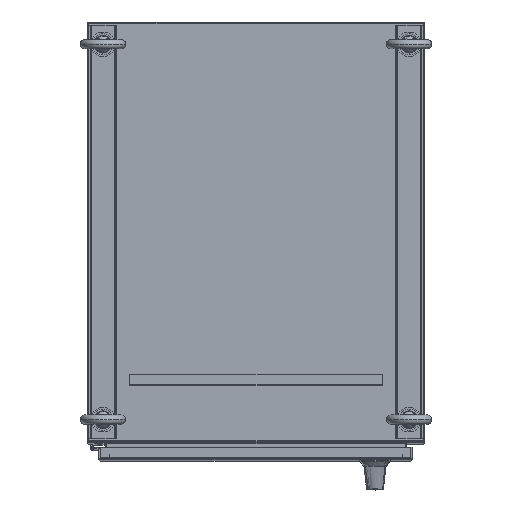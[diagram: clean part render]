
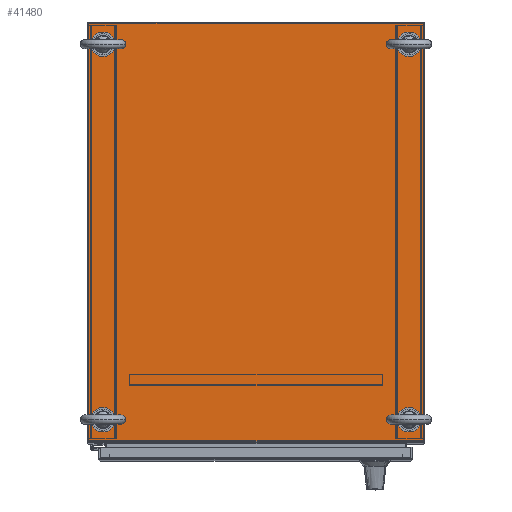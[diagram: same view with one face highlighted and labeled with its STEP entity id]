
A CAD part, top view. The second image highlights one B-rep face of the part: STEP entity #41480.
In plain terms, the highlighted planar face has unit normal (0, 0, 1).
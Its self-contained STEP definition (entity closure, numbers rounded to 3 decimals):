
#491 = EDGE_CURVE ( 'NONE', #24071, #67668, #51519, .T. ) ;
#893 = DIRECTION ( 'NONE',  ( 1., 0., 0. ) ) ;
#1213 = CARTESIAN_POINT ( 'NONE',  ( -0.935, -18., 72.06 ) ) ;
#1548 = ORIENTED_EDGE ( 'NONE', *, *, #57622, .T. ) ;
#1993 = LINE ( 'NONE', #1213, #14409 ) ;
#3141 = AXIS2_PLACEMENT_3D ( 'NONE', #22546, #16334, #52898 ) ;
#3264 = CARTESIAN_POINT ( 'NONE',  ( -23.43, 10.469, 72.06 ) ) ;
#3659 = EDGE_LOOP ( 'NONE', ( #14197, #30693 ) ) ;
#4088 = FACE_BOUND ( 'NONE', #67805, .T. ) ;
#4476 = PLANE ( 'NONE',  #42190 ) ;
#5306 = DIRECTION ( 'NONE',  ( 1., 0., 0. ) ) ;
#5605 = CIRCLE ( 'NONE', #65221, 0.375 ) ;
#6670 = VERTEX_POINT ( 'NONE', #31686 ) ;
#7531 = EDGE_LOOP ( 'NONE', ( #26167, #1548 ) ) ;
#7994 = CARTESIAN_POINT ( 'NONE',  ( -2.31, -16.343, 72.06 ) ) ;
#8047 = CARTESIAN_POINT ( 'NONE',  ( -23.43, -16.343, 72.06 ) ) ;
#8085 = VECTOR ( 'NONE', #32567, 39.37 ) ;
#8225 = AXIS2_PLACEMENT_3D ( 'NONE', #35630, #76507, #5306 ) ;
#8273 = CARTESIAN_POINT ( 'NONE',  ( -0.935, 12., 72.06 ) ) ;
#8944 = DIRECTION ( 'NONE',  ( 0., 0., -1. ) ) ;
#9709 = EDGE_CURVE ( 'NONE', #6670, #76716, #73254, .T. ) ;
#9900 = EDGE_CURVE ( 'NONE', #24939, #57211, #5605, .T. ) ;
#9977 = ORIENTED_EDGE ( 'NONE', *, *, #9709, .F. ) ;
#10824 = CARTESIAN_POINT ( 'NONE',  ( -24.805, 12., 72.06 ) ) ;
#10914 = ORIENTED_EDGE ( 'NONE', *, *, #57868, .F. ) ;
#11853 = CIRCLE ( 'NONE', #3141, 0.375 ) ;
#13269 = EDGE_LOOP ( 'NONE', ( #48214, #21928 ) ) ;
#14197 = ORIENTED_EDGE ( 'NONE', *, *, #9900, .T. ) ;
#14409 = VECTOR ( 'NONE', #73206, 39.37 ) ;
#15021 = DIRECTION ( 'NONE',  ( -1., 0., 0. ) ) ;
#15045 = AXIS2_PLACEMENT_3D ( 'NONE', #40223, #32842, #51144 ) ;
#16334 = DIRECTION ( 'NONE',  ( 0., 0., -1. ) ) ;
#18347 = EDGE_LOOP ( 'NONE', ( #55562, #10914, #9977, #55470 ) ) ;
#19473 = LINE ( 'NONE', #43215, #8085 ) ;
#21928 = ORIENTED_EDGE ( 'NONE', *, *, #491, .T. ) ;
#22100 = DIRECTION ( 'NONE',  ( 0., 1., 0. ) ) ;
#22544 = CARTESIAN_POINT ( 'NONE',  ( -1.935, -16.343, 72.06 ) ) ;
#22546 = CARTESIAN_POINT ( 'NONE',  ( -1.935, -16.343, 72.06 ) ) ;
#23083 = CIRCLE ( 'NONE', #8225, 0.375 ) ;
#23151 = EDGE_CURVE ( 'NONE', #67668, #24071, #23083, .T. ) ;
#23913 = EDGE_CURVE ( 'NONE', #56904, #65474, #65493, .T. ) ;
#24034 = VECTOR ( 'NONE', #22100, 39.37 ) ;
#24067 = DIRECTION ( 'NONE',  ( 0., 0., -1. ) ) ;
#24071 = VERTEX_POINT ( 'NONE', #42351 ) ;
#24939 = VERTEX_POINT ( 'NONE', #8047 ) ;
#25004 = CARTESIAN_POINT ( 'NONE',  ( -1.56, -16.343, 72.06 ) ) ;
#25364 = VECTOR ( 'NONE', #893, 39.37 ) ;
#25671 = DIRECTION ( 'NONE',  ( 1., 0., 0. ) ) ;
#25841 = EDGE_CURVE ( 'NONE', #58487, #47025, #51316, .T. ) ;
#26167 = ORIENTED_EDGE ( 'NONE', *, *, #23913, .T. ) ;
#29137 = DIRECTION ( 'NONE',  ( 1., 0., 0. ) ) ;
#30693 = ORIENTED_EDGE ( 'NONE', *, *, #65575, .T. ) ;
#31686 = CARTESIAN_POINT ( 'NONE',  ( -24.805, 12., 72.06 ) ) ;
#32249 = CARTESIAN_POINT ( 'NONE',  ( -23.805, 10.469, 72.06 ) ) ;
#32567 = DIRECTION ( 'NONE',  ( -1., 0., 0. ) ) ;
#32842 = DIRECTION ( 'NONE',  ( 0., 0., -1. ) ) ;
#33643 = FACE_BOUND ( 'NONE', #7531, .T. ) ;
#34013 = FACE_BOUND ( 'NONE', #3659, .T. ) ;
#35630 = CARTESIAN_POINT ( 'NONE',  ( -1.935, 10.469, 72.06 ) ) ;
#36623 = AXIS2_PLACEMENT_3D ( 'NONE', #59063, #71125, #54362 ) ;
#37381 = CIRCLE ( 'NONE', #15045, 0.375 ) ;
#39119 = FACE_BOUND ( 'NONE', #13269, .T. ) ;
#39880 = CARTESIAN_POINT ( 'NONE',  ( -24.805, 12., 72.06 ) ) ;
#39998 = CARTESIAN_POINT ( 'NONE',  ( -0.935, -17.857, 72.06 ) ) ;
#40223 = CARTESIAN_POINT ( 'NONE',  ( -23.805, -16.343, 72.06 ) ) ;
#41279 = CIRCLE ( 'NONE', #56183, 0.375 ) ;
#41480 = ADVANCED_FACE ( 'NONE', ( #57020, #39119, #4088, #33643, #34013 ), #4476, .F. ) ;
#42190 = AXIS2_PLACEMENT_3D ( 'NONE', #39880, #51573, #15021 ) ;
#42351 = CARTESIAN_POINT ( 'NONE',  ( -2.31, 10.469, 72.06 ) ) ;
#42833 = CARTESIAN_POINT ( 'NONE',  ( -24.18, -16.343, 72.06 ) ) ;
#43215 = CARTESIAN_POINT ( 'NONE',  ( -24.805, -17.857, 72.06 ) ) ;
#43348 = ORIENTED_EDGE ( 'NONE', *, *, #52249, .T. ) ;
#44520 = CARTESIAN_POINT ( 'NONE',  ( -0.935, 12., 72.06 ) ) ;
#44936 = DIRECTION ( 'NONE',  ( 1., 0., 0. ) ) ;
#47025 = VERTEX_POINT ( 'NONE', #67293 ) ;
#47843 = CARTESIAN_POINT ( 'NONE',  ( -23.805, 10.469, 72.06 ) ) ;
#48214 = ORIENTED_EDGE ( 'NONE', *, *, #23151, .T. ) ;
#48473 = ORIENTED_EDGE ( 'NONE', *, *, #25841, .T. ) ;
#51144 = DIRECTION ( 'NONE',  ( 1., 0., 0. ) ) ;
#51316 = CIRCLE ( 'NONE', #61276, 0.375 ) ;
#51519 = CIRCLE ( 'NONE', #36623, 0.375 ) ;
#51573 = DIRECTION ( 'NONE',  ( 0., 0., -1. ) ) ;
#51905 = CARTESIAN_POINT ( 'NONE',  ( -23.805, -16.343, 72.06 ) ) ;
#52249 = EDGE_CURVE ( 'NONE', #47025, #58487, #41279, .T. ) ;
#52898 = DIRECTION ( 'NONE',  ( 1., 0., 0. ) ) ;
#54362 = DIRECTION ( 'NONE',  ( 1., 0., 0. ) ) ;
#55455 = EDGE_CURVE ( 'NONE', #71577, #60499, #19473, .T. ) ;
#55470 = ORIENTED_EDGE ( 'NONE', *, *, #71623, .F. ) ;
#55539 = AXIS2_PLACEMENT_3D ( 'NONE', #22544, #24067, #29137 ) ;
#55562 = ORIENTED_EDGE ( 'NONE', *, *, #55455, .F. ) ;
#56183 = AXIS2_PLACEMENT_3D ( 'NONE', #32249, #8944, #25671 ) ;
#56904 = VERTEX_POINT ( 'NONE', #25004 ) ;
#57020 = FACE_OUTER_BOUND ( 'NONE', #18347, .T. ) ;
#57211 = VERTEX_POINT ( 'NONE', #42833 ) ;
#57622 = EDGE_CURVE ( 'NONE', #65474, #56904, #11853, .T. ) ;
#57868 = EDGE_CURVE ( 'NONE', #76716, #71577, #1993, .T. ) ;
#58487 = VERTEX_POINT ( 'NONE', #3264 ) ;
#59063 = CARTESIAN_POINT ( 'NONE',  ( -1.935, 10.469, 72.06 ) ) ;
#60499 = VERTEX_POINT ( 'NONE', #67031 ) ;
#61276 = AXIS2_PLACEMENT_3D ( 'NONE', #47843, #64985, #71960 ) ;
#62847 = DIRECTION ( 'NONE',  ( 0., 0., -1. ) ) ;
#64129 = CARTESIAN_POINT ( 'NONE',  ( -1.56, 10.469, 72.06 ) ) ;
#64985 = DIRECTION ( 'NONE',  ( 0., 0., -1. ) ) ;
#65221 = AXIS2_PLACEMENT_3D ( 'NONE', #51905, #62847, #44936 ) ;
#65474 = VERTEX_POINT ( 'NONE', #7994 ) ;
#65493 = CIRCLE ( 'NONE', #55539, 0.375 ) ;
#65575 = EDGE_CURVE ( 'NONE', #57211, #24939, #37381, .T. ) ;
#67031 = CARTESIAN_POINT ( 'NONE',  ( -24.805, -17.857, 72.06 ) ) ;
#67293 = CARTESIAN_POINT ( 'NONE',  ( -24.18, 10.469, 72.06 ) ) ;
#67668 = VERTEX_POINT ( 'NONE', #64129 ) ;
#67805 = EDGE_LOOP ( 'NONE', ( #48473, #43348 ) ) ;
#69975 = LINE ( 'NONE', #10824, #24034 ) ;
#71125 = DIRECTION ( 'NONE',  ( 0., 0., -1. ) ) ;
#71577 = VERTEX_POINT ( 'NONE', #39998 ) ;
#71623 = EDGE_CURVE ( 'NONE', #60499, #6670, #69975, .T. ) ;
#71960 = DIRECTION ( 'NONE',  ( 1., 0., 0. ) ) ;
#73206 = DIRECTION ( 'NONE',  ( 0., -1., 0. ) ) ;
#73254 = LINE ( 'NONE', #8273, #25364 ) ;
#76507 = DIRECTION ( 'NONE',  ( 0., 0., -1. ) ) ;
#76716 = VERTEX_POINT ( 'NONE', #44520 ) ;
